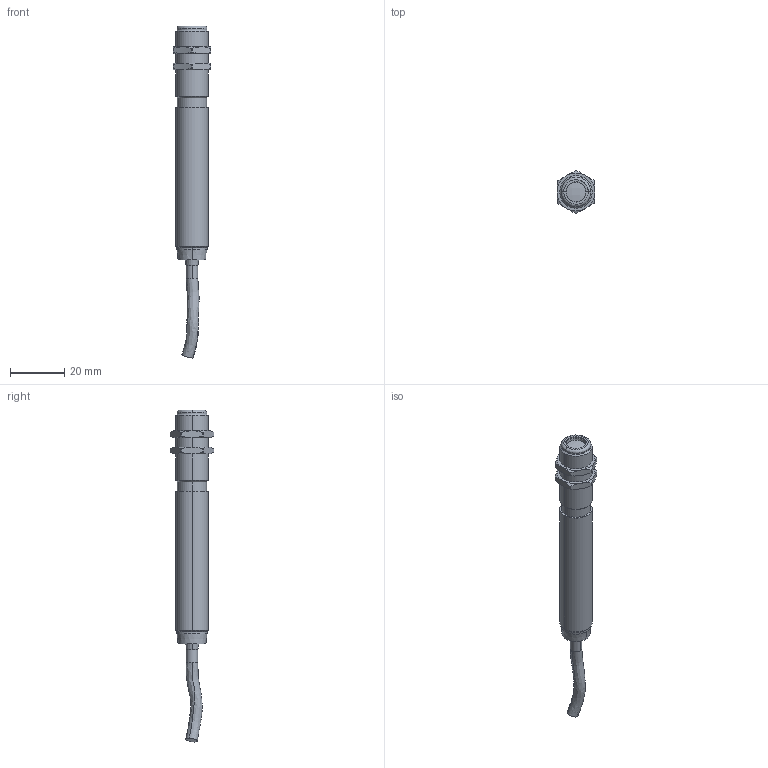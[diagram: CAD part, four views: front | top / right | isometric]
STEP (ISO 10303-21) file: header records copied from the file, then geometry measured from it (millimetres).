
FILE_DESCRIPTION (( 'STEP AP214' ), '1' );
FILE_NAME ('OPTCSLT15SFCB8.STEP', '2022-02-21T20:05:52', ( '' ), ( '' ), 'SwSTEP 2.0', 'SolidWorks 2021', '' );
FILE_SCHEMA (( 'AUTOMOTIVE_DESIGN' ));
Length unit declared in the file: inch
Products named in the file (1): OPTCSLT15SFCB8
Bounding box: 14 x 16 x 122.76 mm (x, y, z)
Volume: 4550.5 mm3; surface area: 9033.6 mm2
Topology: 10 solids, 10 shells, 282 faces, 656 edges, 396 vertices
Faces by surface type: plane 113, cone 94, cylinder 44, bspline 31
Entity records: 8961 total; most frequent: CARTESIAN_POINT 2530, DIRECTION 1340, ORIENTED_EDGE 1312, EDGE_CURVE 656, AXIS2_PLACEMENT_3D 572, VERTEX_POINT 396, CIRCLE 320, EDGE_LOOP 300
